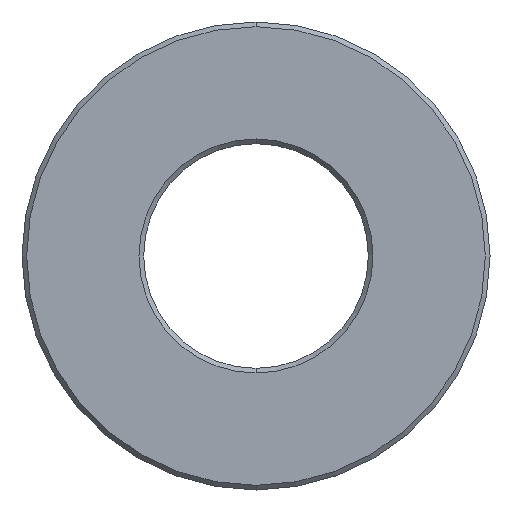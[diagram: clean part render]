
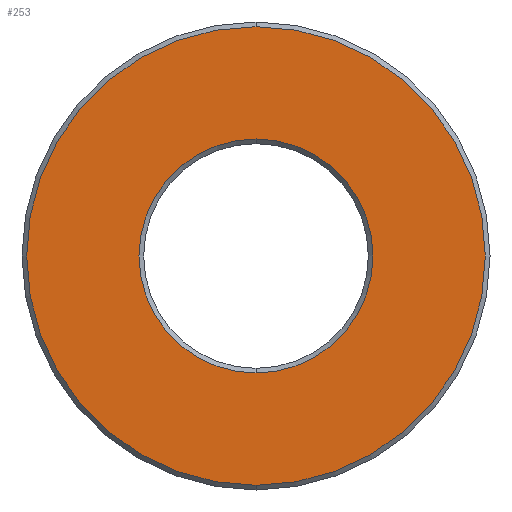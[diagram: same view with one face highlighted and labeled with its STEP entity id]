
A CAD part, front view. The second image highlights one B-rep face of the part: STEP entity #253.
In plain terms, the highlighted planar face has unit normal (0, -1, 0).
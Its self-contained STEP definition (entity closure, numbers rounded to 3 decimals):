
#192 = EDGE_CURVE ( 'NONE', #193, #194, #658, .T. ) ;
#193 = VERTEX_POINT ( 'NONE', #653 ) ;
#194 = VERTEX_POINT ( 'NONE', #652 ) ;
#252 = EDGE_CURVE ( 'NONE', #299, #278, #930, .T. ) ;
#253 = ADVANCED_FACE ( 'NONE', ( #901, #900 ), #897, .T. ) ;
#278 = VERTEX_POINT ( 'NONE', #924 ) ;
#298 = EDGE_CURVE ( 'NONE', #278, #299, #806, .T. ) ;
#299 = VERTEX_POINT ( 'NONE', #801 ) ;
#335 = EDGE_LOOP ( 'NONE', ( #336, #393 ) ) ;
#336 = ORIENTED_EDGE ( 'NONE', *, *, #373, .T. ) ;
#373 = EDGE_CURVE ( 'NONE', #194, #193, #851, .T. ) ;
#374 = EDGE_LOOP ( 'NONE', ( #394, #395 ) ) ;
#393 = ORIENTED_EDGE ( 'NONE', *, *, #192, .T. ) ;
#394 = ORIENTED_EDGE ( 'NONE', *, *, #252, .F. ) ;
#395 = ORIENTED_EDGE ( 'NONE', *, *, #298, .F. ) ;
#652 = CARTESIAN_POINT ( 'NONE',  ( 0., 0., 12.25 ) ) ;
#653 = CARTESIAN_POINT ( 'NONE',  ( 0., 0., -12.25 ) ) ;
#654 = DIRECTION ( 'NONE',  ( 0., 0., -1. ) ) ;
#655 = DIRECTION ( 'NONE',  ( 0., -1., 0. ) ) ;
#656 = CARTESIAN_POINT ( 'NONE',  ( 0., 0., 0. ) ) ;
#657 = AXIS2_PLACEMENT_3D ( 'NONE', #656, #655, #654 ) ;
#658 = CIRCLE ( 'NONE', #657, 12.25 ) ;
#801 = CARTESIAN_POINT ( 'NONE',  ( 0., 0., -6.25 ) ) ;
#802 = DIRECTION ( 'NONE',  ( 0., 0., -1. ) ) ;
#803 = DIRECTION ( 'NONE',  ( 0., -1., 0. ) ) ;
#804 = CARTESIAN_POINT ( 'NONE',  ( 0., 0., 0. ) ) ;
#805 = AXIS2_PLACEMENT_3D ( 'NONE', #804, #803, #802 ) ;
#806 = CIRCLE ( 'NONE', #805, 6.25 ) ;
#814 = DIRECTION ( 'NONE',  ( 0., 0., -1. ) ) ;
#815 = DIRECTION ( 'NONE',  ( 0., -1., 0. ) ) ;
#847 = DIRECTION ( 'NONE',  ( 0., 0., -1. ) ) ;
#848 = DIRECTION ( 'NONE',  ( 0., -1., 0. ) ) ;
#849 = CARTESIAN_POINT ( 'NONE',  ( 0., 0., 0. ) ) ;
#850 = AXIS2_PLACEMENT_3D ( 'NONE', #849, #848, #847 ) ;
#851 = CIRCLE ( 'NONE', #850, 12.25 ) ;
#897 = PLANE ( 'NONE',  #899 ) ;
#898 = CARTESIAN_POINT ( 'NONE',  ( 6.25, 0., 0. ) ) ;
#899 = AXIS2_PLACEMENT_3D ( 'NONE', #898, #815, #814 ) ;
#900 = FACE_BOUND ( 'NONE', #374, .T. ) ;
#901 = FACE_OUTER_BOUND ( 'NONE', #335, .T. ) ;
#902 = DIRECTION ( 'NONE',  ( 0., 0., -1. ) ) ;
#903 = DIRECTION ( 'NONE',  ( 0., -1., 0. ) ) ;
#904 = CARTESIAN_POINT ( 'NONE',  ( 0., 0., 0. ) ) ;
#905 = AXIS2_PLACEMENT_3D ( 'NONE', #904, #903, #902 ) ;
#924 = CARTESIAN_POINT ( 'NONE',  ( 0., 0., 6.25 ) ) ;
#930 = CIRCLE ( 'NONE', #905, 6.25 ) ;
